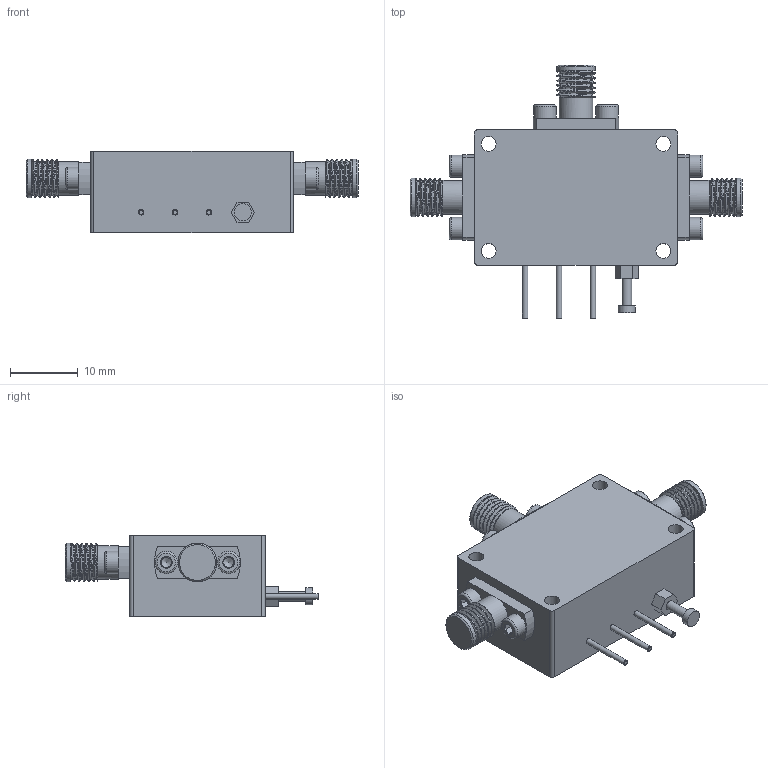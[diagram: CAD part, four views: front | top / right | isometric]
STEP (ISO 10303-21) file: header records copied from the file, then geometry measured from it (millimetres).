
FILE_DESCRIPTION(/* description */ (''),/* implementation_level */ '2;1');
FILE_NAME(/* name */ 'SPDT005500GA45A.stp',/* time_stamp */ '2024-05-10T21:48:33+08:00',/* author */ (''),/* organization */ (''),/* preprocessor_version */ 'ST-DEVELOPER v16.7',/* originating_system */ 'SIEMENS PLM Software NX 12.0',/* authorisation */ '');
FILE_SCHEMA (('AUTOMOTIVE_DESIGN { 1 0 10303 214 3 1 1 1 }'));
Length unit declared in the file: millimetre
Products named in the file (1): CaiX4FE46F189r48
Bounding box: 49 x 37.4 x 12 mm (x, y, z)
Volume: 7935.3 mm3; surface area: 4257.2 mm2
Topology: 10 solids, 10 shells, 598 faces, 1316 edges, 750 vertices
Faces by surface type: bspline 330, plane 141, cylinder 61, cone 51, torus 15
Full cylindrical faces by diameter (mm): 0.8 x3, 1.418 x1, 1.886 x6, 2.2 x4, 2.518 x1, 2.6 x6, 3.3 x6, 5 x3, 5.7 x18
Entity records: 15203 total; most frequent: CARTESIAN_POINT 6303, ORIENTED_EDGE 2412, EDGE_CURVE 1206, DIRECTION 1062, VERTEX_POINT 727, EDGE_LOOP 675, ADVANCED_FACE 580, FACE_OUTER_BOUND 491
